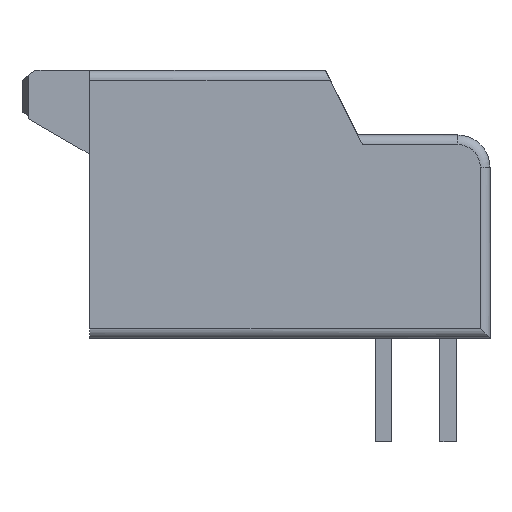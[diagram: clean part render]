
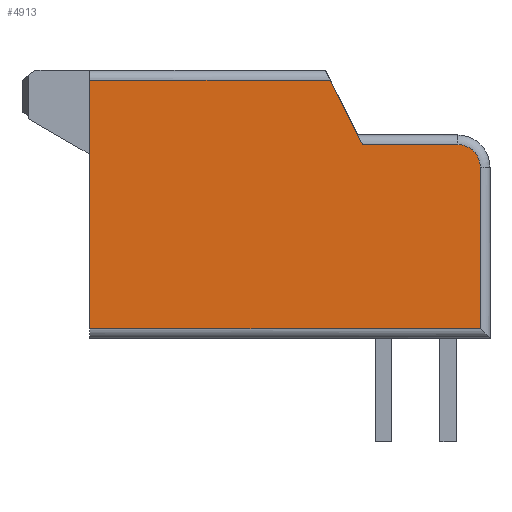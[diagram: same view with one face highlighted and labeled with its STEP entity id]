
A CAD part, left-side view. The second image highlights one B-rep face of the part: STEP entity #4913.
In plain terms, the highlighted planar face has unit normal (-1, 0, 0).
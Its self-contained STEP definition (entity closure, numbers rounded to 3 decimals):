
#54=DIRECTION('',(0.,0.447,0.894));
#55=VECTOR('',#54,2.236);
#56=CARTESIAN_POINT('',(-11.,-6.125,2.1));
#57=LINE('',#56,#55);
#64=CARTESIAN_POINT('',(-11.,-5.125,4.1));
#689=DIRECTION('',(0.,1.,0.));
#690=VECTOR('',#689,7.45);
#691=CARTESIAN_POINT('',(-11.,-5.125,4.1));
#692=LINE('',#691,#690);
#693=DIRECTION('',(0.,1.,0.));
#694=VECTOR('',#693,2.95);
#695=CARTESIAN_POINT('',(-11.,-9.075,2.1));
#696=LINE('',#695,#694);
#697=CARTESIAN_POINT('',(-11.,-9.075,1.4));
#698=DIRECTION('',(-1.,0.,0.));
#699=DIRECTION('',(0.,-1.,0.));
#700=AXIS2_PLACEMENT_3D('',#697,#698,#699);
#702=DIRECTION('',(0.,0.,1.));
#703=VECTOR('',#702,5.);
#704=CARTESIAN_POINT('',(-11.,-9.775,-3.6));
#705=LINE('',#704,#703);
#706=DIRECTION('',(0.,-1.,0.));
#707=VECTOR('',#706,12.1);
#708=CARTESIAN_POINT('',(-11.,2.325,-3.6));
#709=LINE('',#708,#707);
#710=DIRECTION('',(0.,0.,-1.));
#711=VECTOR('',#710,7.7);
#712=CARTESIAN_POINT('',(-11.,2.325,4.1));
#713=LINE('',#712,#711);
#3275=CARTESIAN_POINT('',(-11.,2.325,4.1));
#3277=VERTEX_POINT('',#3275);
#3281=VERTEX_POINT('',#64);
#3286=CARTESIAN_POINT('',(-11.,-9.075,2.1));
#3287=CARTESIAN_POINT('',(-11.,-6.125,2.1));
#3288=VERTEX_POINT('',#3286);
#3289=VERTEX_POINT('',#3287);
#3290=CARTESIAN_POINT('',(-11.,-9.775,1.4));
#3291=VERTEX_POINT('',#3290);
#3294=CARTESIAN_POINT('',(-11.,-9.775,-3.6));
#3295=VERTEX_POINT('',#3294);
#3299=CARTESIAN_POINT('',(-11.,2.325,-3.6));
#3301=VERTEX_POINT('',#3299);
#4897=CARTESIAN_POINT('',(-11.,2.325,0.));
#4898=DIRECTION('',(-1.,0.,0.));
#4899=DIRECTION('',(0.,0.,-1.));
#4900=AXIS2_PLACEMENT_3D('',#4897,#4898,#4899);
#4901=PLANE('',#4900);
#4902=ORIENTED_EDGE('',*,*,#4209,.F.);
#4903=ORIENTED_EDGE('',*,*,#4090,.F.);
#4904=ORIENTED_EDGE('',*,*,#4876,.F.);
#4905=ORIENTED_EDGE('',*,*,#4887,.F.);
#4907=ORIENTED_EDGE('',*,*,#4906,.F.);
#4909=ORIENTED_EDGE('',*,*,#4908,.F.);
#4910=ORIENTED_EDGE('',*,*,#4225,.F.);
#4911=EDGE_LOOP('',(#4902,#4903,#4904,#4905,#4907,#4909,#4910));
#4912=FACE_OUTER_BOUND('',#4911,.F.);
#4913=ADVANCED_FACE('',(#4912),#4901,.T.);
#701=CIRCLE('',#700,0.7);
#4090=EDGE_CURVE('',#3289,#3281,#57,.T.);
#4209=EDGE_CURVE('',#3281,#3277,#692,.T.);
#4225=EDGE_CURVE('',#3277,#3301,#713,.T.);
#4876=EDGE_CURVE('',#3288,#3289,#696,.T.);
#4887=EDGE_CURVE('',#3291,#3288,#701,.T.);
#4906=EDGE_CURVE('',#3295,#3291,#705,.T.);
#4908=EDGE_CURVE('',#3301,#3295,#709,.T.);
